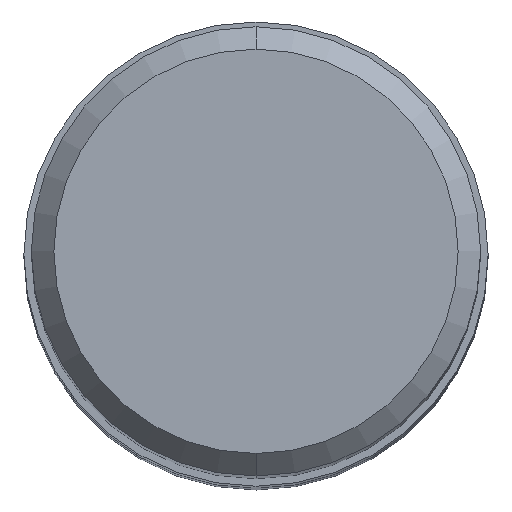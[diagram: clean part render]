
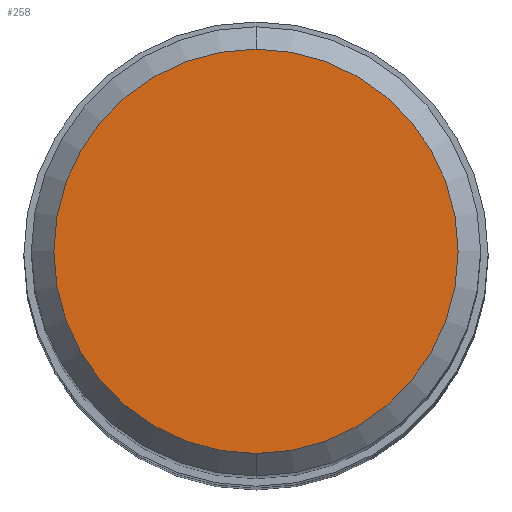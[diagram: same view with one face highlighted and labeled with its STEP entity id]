
A CAD part, top view. The second image highlights one B-rep face of the part: STEP entity #258.
In plain terms, the highlighted planar face has unit normal (0, 0, 1).
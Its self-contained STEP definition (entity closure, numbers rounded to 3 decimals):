
#184=EDGE_CURVE('',#276,#284,#479,.T.);
#238=EDGE_CURVE('',#284,#276,#539,.T.);
#258=ADVANCED_FACE('',(#560),#561,.T.);
#276=VERTEX_POINT('',#580);
#284=VERTEX_POINT('',#588);
#479=CIRCLE('',#850,5.4);
#539=CIRCLE('',#966,5.4);
#560=FACE_OUTER_BOUND('',#1001,.T.);
#561=PLANE('',#1002);
#580=CARTESIAN_POINT('',(0.,-5.4,0.0));
#588=CARTESIAN_POINT('',(0.0,5.4,0.0));
#850=AXIS2_PLACEMENT_3D('',#1467,#1468,#1469);
#966=AXIS2_PLACEMENT_3D('',#1539,#1540,#1541);
#1001=EDGE_LOOP('',(#1559,#1560));
#1002=AXIS2_PLACEMENT_3D('',#1561,#1562,#1563);
#1467=CARTESIAN_POINT('',(0.0,0.0,0.0));
#1468=DIRECTION('',(0.0,0.0,-1.0));
#1469=DIRECTION('',(0.0,1.0,0.0));
#1539=CARTESIAN_POINT('',(0.0,0.0,0.0));
#1540=DIRECTION('',(0.0,0.0,-1.0));
#1541=DIRECTION('',(0.0,1.0,0.0));
#1559=ORIENTED_EDGE('',*,*,#238,.F.);
#1560=ORIENTED_EDGE('',*,*,#184,.F.);
#1561=CARTESIAN_POINT('',(0.0,2.7,0.0));
#1562=DIRECTION('',(-0.0,0.0,1.0));
#1563=DIRECTION('',(0.0,-1.0,0.0));
